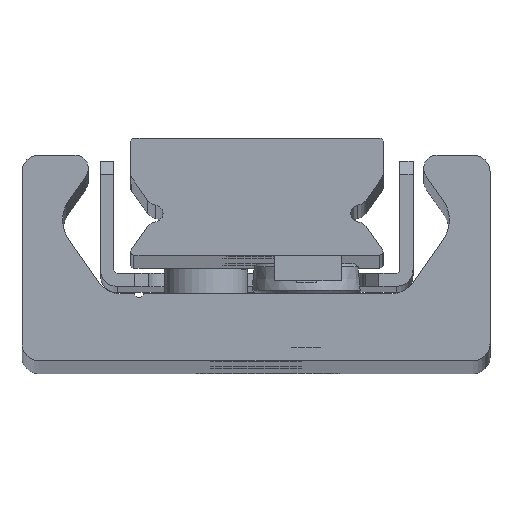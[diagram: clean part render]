
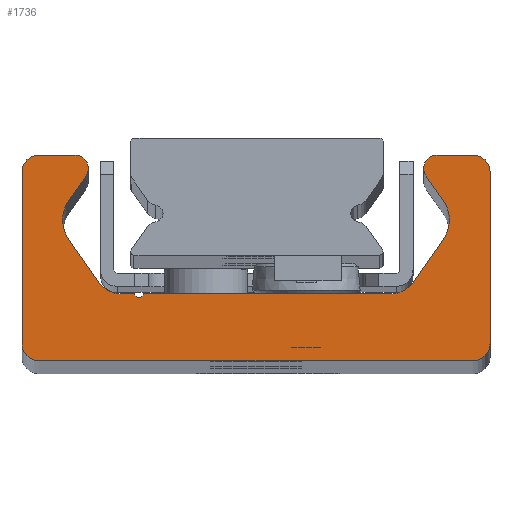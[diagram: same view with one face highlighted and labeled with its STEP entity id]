
A CAD part, top view. The second image highlights one B-rep face of the part: STEP entity #1736.
In plain terms, the highlighted planar face has unit normal (0, 0, 1).
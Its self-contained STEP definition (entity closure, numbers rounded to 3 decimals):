
#848=CARTESIAN_POINT('',(7.0,0.0,450.0));
#849=VERTEX_POINT('',#848);
#850=CARTESIAN_POINT('',(6.,1.0,450.0));
#851=VERTEX_POINT('',#850);
#852=CARTESIAN_POINT('',(7.0,1.0,450.0));
#853=DIRECTION('',(0.0,0.0,-1.0));
#854=DIRECTION('',(-1.0,0.0,0.0));
#855=AXIS2_PLACEMENT_3D('',#852,#853,#854);
#856=CIRCLE('',#855,1.0);
#857=EDGE_CURVE('',#849,#851,#856,.T.);
#890=CARTESIAN_POINT('',(6.,11.3,450.0));
#891=VERTEX_POINT('',#890);
#892=CARTESIAN_POINT('',(6.,1.0,450.0));
#893=DIRECTION('',(0.0,1.0,0.0));
#894=VECTOR('',#893,10.3);
#895=LINE('',#892,#894);
#896=EDGE_CURVE('',#851,#891,#895,.T.);
#921=CARTESIAN_POINT('',(7.0,12.3,450.0));
#922=VERTEX_POINT('',#921);
#923=CARTESIAN_POINT('',(7.0,11.3,450.0));
#924=DIRECTION('',(0.0,0.0,-1.0));
#925=DIRECTION('',(0.0,1.0,0.0));
#926=AXIS2_PLACEMENT_3D('',#923,#924,#925);
#927=CIRCLE('',#926,1.);
#928=EDGE_CURVE('',#891,#922,#927,.T.);
#954=CARTESIAN_POINT('',(9.17,12.3,450.0));
#955=VERTEX_POINT('',#954);
#956=CARTESIAN_POINT('',(7.0,12.3,450.0));
#957=DIRECTION('',(1.0,0.0,0.0));
#958=VECTOR('',#957,2.17);
#959=LINE('',#956,#958);
#960=EDGE_CURVE('',#922,#955,#959,.T.);
#985=CARTESIAN_POINT('',(9.826,11.041,450.0));
#986=VERTEX_POINT('',#985);
#987=CARTESIAN_POINT('',(9.17,11.5,450.0));
#988=DIRECTION('',(0.0,0.0,-1.0));
#989=DIRECTION('',(0.819,-0.574,0.0));
#990=AXIS2_PLACEMENT_3D('',#987,#988,#989);
#991=CIRCLE('',#990,0.8);
#992=EDGE_CURVE('',#955,#986,#991,.T.);
#1018=CARTESIAN_POINT('',(8.794,9.567,450.0));
#1019=VERTEX_POINT('',#1018);
#1020=CARTESIAN_POINT('',(9.826,11.041,450.0));
#1021=DIRECTION('',(-0.574,-0.819,0.0));
#1022=VECTOR('',#1021,1.799);
#1023=LINE('',#1020,#1022);
#1024=EDGE_CURVE('',#986,#1019,#1023,.T.);
#1049=CARTESIAN_POINT('',(8.794,7.273,450.0));
#1050=VERTEX_POINT('',#1049);
#1051=CARTESIAN_POINT('',(10.432,8.42,450.0));
#1052=DIRECTION('',(0.0,0.0,1.0));
#1053=DIRECTION('',(0.819,-0.574,0.0));
#1054=AXIS2_PLACEMENT_3D('',#1051,#1052,#1053);
#1055=CIRCLE('',#1054,2.0);
#1056=EDGE_CURVE('',#1019,#1050,#1055,.T.);
#1082=CARTESIAN_POINT('',(10.637,4.64,450.0));
#1083=VERTEX_POINT('',#1082);
#1084=CARTESIAN_POINT('',(8.794,7.273,450.0));
#1085=DIRECTION('',(0.574,-0.819,0.0));
#1086=VECTOR('',#1085,3.215);
#1087=LINE('',#1084,#1086);
#1088=EDGE_CURVE('',#1050,#1083,#1087,.T.);
#1113=CARTESIAN_POINT('',(11.866,4.0,450.0));
#1114=VERTEX_POINT('',#1113);
#1115=CARTESIAN_POINT('',(11.866,5.5,450.0));
#1116=DIRECTION('',(0.0,0.0,1.0));
#1117=DIRECTION('',(0.819,0.574,0.0));
#1118=AXIS2_PLACEMENT_3D('',#1115,#1116,#1117);
#1119=CIRCLE('',#1118,1.5);
#1120=EDGE_CURVE('',#1083,#1114,#1119,.T.);
#1146=CARTESIAN_POINT('',(12.665,4.0,450.0));
#1147=VERTEX_POINT('',#1146);
#1148=CARTESIAN_POINT('',(11.866,4.0,450.0));
#1149=DIRECTION('',(1.0,0.0,0.0));
#1150=VECTOR('',#1149,0.798);
#1151=LINE('',#1148,#1150);
#1152=EDGE_CURVE('',#1114,#1147,#1151,.T.);
#1177=CARTESIAN_POINT('',(12.76,3.929,450.0));
#1178=VERTEX_POINT('',#1177);
#1179=CARTESIAN_POINT('',(12.665,3.9,450.0));
#1180=DIRECTION('',(0.0,0.0,-1.0));
#1181=DIRECTION('',(0.958,0.286,0.0));
#1182=AXIS2_PLACEMENT_3D('',#1179,#1180,#1181);
#1183=CIRCLE('',#1182,0.1);
#1184=EDGE_CURVE('',#1147,#1178,#1183,.T.);
#1210=CARTESIAN_POINT('',(13.24,3.929,450.0));
#1211=VERTEX_POINT('',#1210);
#1212=CARTESIAN_POINT('',(13.,4.0,450.0));
#1213=DIRECTION('',(0.0,0.0,1.));
#1214=DIRECTION('',(0.958,0.286,0.0));
#1215=AXIS2_PLACEMENT_3D('',#1212,#1213,#1214);
#1216=CIRCLE('',#1215,0.25);
#1217=EDGE_CURVE('',#1178,#1211,#1216,.T.);
#1243=CARTESIAN_POINT('',(13.335,4.0,450.0));
#1244=VERTEX_POINT('',#1243);
#1245=CARTESIAN_POINT('',(13.335,3.9,450.0));
#1246=DIRECTION('',(0.0,0.0,-1.0));
#1247=DIRECTION('',(0.0,1.0,0.0));
#1248=AXIS2_PLACEMENT_3D('',#1245,#1246,#1247);
#1249=CIRCLE('',#1248,0.1);
#1250=EDGE_CURVE('',#1211,#1244,#1249,.T.);
#1276=CARTESIAN_POINT('',(28.134,4.,450.0));
#1277=VERTEX_POINT('',#1276);
#1278=CARTESIAN_POINT('',(13.335,4.0,450.0));
#1279=DIRECTION('',(1.0,0.0,0.0));
#1280=VECTOR('',#1279,14.798);
#1281=LINE('',#1278,#1280);
#1282=EDGE_CURVE('',#1244,#1277,#1281,.T.);
#1337=CARTESIAN_POINT('',(29.363,4.64,450.0));
#1338=VERTEX_POINT('',#1337);
#1339=CARTESIAN_POINT('',(28.134,5.5,450.0));
#1340=DIRECTION('',(0.0,0.0,1.0));
#1341=DIRECTION('',(0.0,1.0,0.0));
#1342=AXIS2_PLACEMENT_3D('',#1339,#1340,#1341);
#1343=CIRCLE('',#1342,1.5);
#1344=EDGE_CURVE('',#1277,#1338,#1343,.T.);
#1370=CARTESIAN_POINT('',(31.206,7.273,450.0));
#1371=VERTEX_POINT('',#1370);
#1372=CARTESIAN_POINT('',(29.363,4.64,450.0));
#1373=DIRECTION('',(0.574,0.819,0.0));
#1374=VECTOR('',#1373,3.215);
#1375=LINE('',#1372,#1374);
#1376=EDGE_CURVE('',#1338,#1371,#1375,.T.);
#1401=CARTESIAN_POINT('',(31.206,9.567,450.0));
#1402=VERTEX_POINT('',#1401);
#1403=CARTESIAN_POINT('',(29.568,8.42,450.0));
#1404=DIRECTION('',(0.0,0.0,1.));
#1405=DIRECTION('',(-0.819,0.574,0.0));
#1406=AXIS2_PLACEMENT_3D('',#1403,#1404,#1405);
#1407=CIRCLE('',#1406,2.0);
#1408=EDGE_CURVE('',#1371,#1402,#1407,.T.);
#1434=CARTESIAN_POINT('',(30.174,11.041,450.0));
#1435=VERTEX_POINT('',#1434);
#1436=CARTESIAN_POINT('',(31.206,9.567,450.0));
#1437=DIRECTION('',(-0.574,0.819,0.0));
#1438=VECTOR('',#1437,1.799);
#1439=LINE('',#1436,#1438);
#1440=EDGE_CURVE('',#1402,#1435,#1439,.T.);
#1465=CARTESIAN_POINT('',(30.83,12.3,450.0));
#1466=VERTEX_POINT('',#1465);
#1467=CARTESIAN_POINT('',(30.83,11.5,450.0));
#1468=DIRECTION('',(0.0,0.0,-1.0));
#1469=DIRECTION('',(0.0,1.0,0.0));
#1470=AXIS2_PLACEMENT_3D('',#1467,#1468,#1469);
#1471=CIRCLE('',#1470,0.8);
#1472=EDGE_CURVE('',#1435,#1466,#1471,.T.);
#1498=CARTESIAN_POINT('',(33.0,12.3,450.0));
#1499=VERTEX_POINT('',#1498);
#1500=CARTESIAN_POINT('',(30.83,12.3,450.0));
#1501=DIRECTION('',(1.0,0.0,0.0));
#1502=VECTOR('',#1501,2.17);
#1503=LINE('',#1500,#1502);
#1504=EDGE_CURVE('',#1466,#1499,#1503,.T.);
#1529=CARTESIAN_POINT('',(34.0,11.3,450.0));
#1530=VERTEX_POINT('',#1529);
#1531=CARTESIAN_POINT('',(33.0,11.3,450.0));
#1532=DIRECTION('',(0.0,0.0,-1.0));
#1533=DIRECTION('',(1.0,0.0,0.0));
#1534=AXIS2_PLACEMENT_3D('',#1531,#1532,#1533);
#1535=CIRCLE('',#1534,1.);
#1536=EDGE_CURVE('',#1499,#1530,#1535,.T.);
#1562=CARTESIAN_POINT('',(34.0,1.0,450.0));
#1563=VERTEX_POINT('',#1562);
#1564=CARTESIAN_POINT('',(34.0,11.3,450.0));
#1565=DIRECTION('',(0.0,-1.0,0.0));
#1566=VECTOR('',#1565,10.3);
#1567=LINE('',#1564,#1566);
#1568=EDGE_CURVE('',#1530,#1563,#1567,.T.);
#1593=CARTESIAN_POINT('',(33.0,0.0,450.0));
#1594=VERTEX_POINT('',#1593);
#1595=CARTESIAN_POINT('',(33.0,1.0,450.0));
#1596=DIRECTION('',(0.0,0.0,-1.0));
#1597=DIRECTION('',(0.0,-1.0,0.0));
#1598=AXIS2_PLACEMENT_3D('',#1595,#1596,#1597);
#1599=CIRCLE('',#1598,1.0);
#1600=EDGE_CURVE('',#1563,#1594,#1599,.T.);
#1626=CARTESIAN_POINT('',(33.0,0.0,450.0));
#1627=DIRECTION('',(-1.0,0.0,0.0));
#1628=VECTOR('',#1627,26.0);
#1629=LINE('',#1626,#1628);
#1630=EDGE_CURVE('',#1594,#849,#1629,.T.);
#1705=CARTESIAN_POINT('',(19.983,4.783,450.0));
#1706=DIRECTION('',(0.0,0.0,1.0));
#1707=DIRECTION('',(1.0,0.0,0.0));
#1708=AXIS2_PLACEMENT_3D('',#1705,#1706,#1707);
#1709=PLANE('',#1708);
#1710=ORIENTED_EDGE('',*,*,#857,.F.);
#1711=ORIENTED_EDGE('',*,*,#1630,.F.);
#1712=ORIENTED_EDGE('',*,*,#1600,.F.);
#1713=ORIENTED_EDGE('',*,*,#1568,.F.);
#1714=ORIENTED_EDGE('',*,*,#1536,.F.);
#1715=ORIENTED_EDGE('',*,*,#1504,.F.);
#1716=ORIENTED_EDGE('',*,*,#1472,.F.);
#1717=ORIENTED_EDGE('',*,*,#1440,.F.);
#1718=ORIENTED_EDGE('',*,*,#1408,.F.);
#1719=ORIENTED_EDGE('',*,*,#1376,.F.);
#1720=ORIENTED_EDGE('',*,*,#1344,.F.);
#1721=ORIENTED_EDGE('',*,*,#1282,.F.);
#1722=ORIENTED_EDGE('',*,*,#1250,.F.);
#1723=ORIENTED_EDGE('',*,*,#1217,.F.);
#1724=ORIENTED_EDGE('',*,*,#1184,.F.);
#1725=ORIENTED_EDGE('',*,*,#1152,.F.);
#1726=ORIENTED_EDGE('',*,*,#1120,.F.);
#1727=ORIENTED_EDGE('',*,*,#1088,.F.);
#1728=ORIENTED_EDGE('',*,*,#1056,.F.);
#1729=ORIENTED_EDGE('',*,*,#1024,.F.);
#1730=ORIENTED_EDGE('',*,*,#992,.F.);
#1731=ORIENTED_EDGE('',*,*,#960,.F.);
#1732=ORIENTED_EDGE('',*,*,#928,.F.);
#1733=ORIENTED_EDGE('',*,*,#896,.F.);
#1734=EDGE_LOOP('',(#1710,#1711,#1712,#1713,#1714,#1715,#1716,#1717,#1718,#1719,#1720,#1721,#1722,#1723,#1724,#1725,#1726,#1727,#1728,#1729,#1730,#1731,#1732,#1733));
#1735=FACE_OUTER_BOUND('',#1734,.T.);
#1736=ADVANCED_FACE('',(#1735),#1709,.T.);
